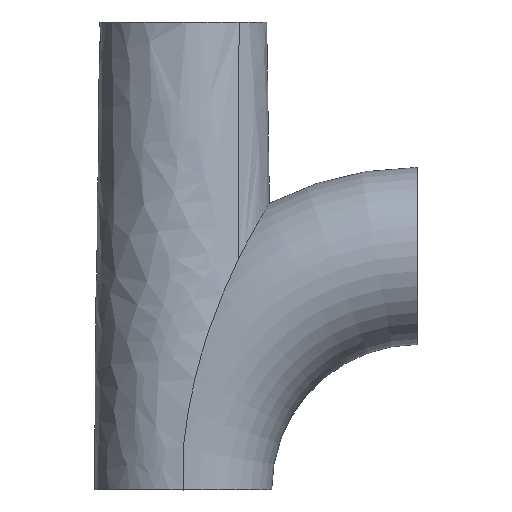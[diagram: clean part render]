
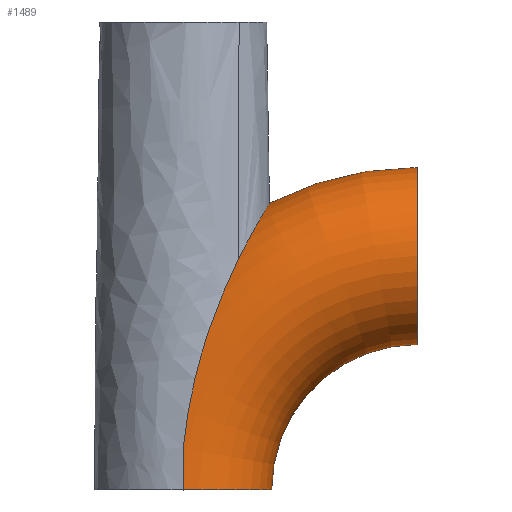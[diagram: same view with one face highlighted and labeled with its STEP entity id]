
A CAD part, top view. The second image highlights one B-rep face of the part: STEP entity #1489.
In plain terms, the highlighted toroidal (fillet/blend) face has major radius 70 mm and minor radius 26.5 mm.
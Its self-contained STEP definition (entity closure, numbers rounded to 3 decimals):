
#7 = CARTESIAN_POINT ( 'NONE',  ( 25.184, 84.758, 5.72 ) ) ;
#17 = DIRECTION ( 'NONE',  ( 0., 0., 1. ) ) ;
#21 = CARTESIAN_POINT ( 'NONE',  ( 23.575, 82.044, 10.659 ) ) ;
#29 = CARTESIAN_POINT ( 'NONE',  ( 22.708, 80.545, 12.442 ) ) ;
#66 = CARTESIAN_POINT ( 'NONE',  ( 13.938, 63.468, 22.073 ) ) ;
#118 = CARTESIAN_POINT ( 'NONE',  ( 0.072, 12.876, 26.477 ) ) ;
#128 = CARTESIAN_POINT ( 'NONE',  ( 25.635, 85.502, 3.083 ) ) ;
#137 = CARTESIAN_POINT ( 'NONE',  ( 16.48, 68.854, 20.153 ) ) ;
#166 = CARTESIAN_POINT ( 'NONE',  ( 0.826, 19.044, 26.444 ) ) ;
#180 = CARTESIAN_POINT ( 'NONE',  ( 8.879, 51.101, 24.701 ) ) ;
#203 = VERTEX_POINT ( 'NONE', #405 ) ;
#205 = CARTESIAN_POINT ( 'NONE',  ( 0.065, 8.584, 26.49 ) ) ;
#212 = CARTESIAN_POINT ( 'NONE',  ( 70., 0., 0. ) ) ;
#250 = VERTEX_POINT ( 'NONE', #1170 ) ;
#269 = CARTESIAN_POINT ( 'NONE',  ( 21.544, 78.495, 14.431 ) ) ;
#292 = AXIS2_PLACEMENT_3D ( 'NONE', #1264, #898, #17 ) ;
#305 = VERTEX_POINT ( 'NONE', #1252 ) ;
#309 = CARTESIAN_POINT ( 'NONE',  ( 18.524, 72.905, 18.237 ) ) ;
#386 = CARTESIAN_POINT ( 'NONE',  ( 25.12, 84.651, 6.004 ) ) ;
#393 = CARTESIAN_POINT ( 'NONE',  ( 26.5, 0., 0. ) ) ;
#400 = EDGE_CURVE ( 'NONE', #305, #425, #1529, .T. ) ;
#405 = CARTESIAN_POINT ( 'NONE',  ( 25.809, 85.787, 0. ) ) ;
#407 = CARTESIAN_POINT ( 'NONE',  ( 14.44, 64.57, 21.733 ) ) ;
#425 = VERTEX_POINT ( 'NONE', #393 ) ;
#440 = CARTESIAN_POINT ( 'NONE',  ( 0.072, 12.876, 26.477 ) ) ;
#443 = CARTESIAN_POINT ( 'NONE',  ( 70., 0., 0. ) ) ;
#448 = CARTESIAN_POINT ( 'NONE',  ( 16.48, 68.854, 20.153 ) ) ;
#460 = EDGE_CURVE ( 'NONE', #203, #250, #1407, .T. ) ;
#470 = ORIENTED_EDGE ( 'NONE', *, *, #506, .T. ) ;
#489 = DIRECTION ( 'NONE',  ( 0., 0., -1. ) ) ;
#504 = CARTESIAN_POINT ( 'NONE',  ( 24.91, 84.301, 6.846 ) ) ;
#506 = EDGE_CURVE ( 'NONE', #580, #305, #857, .T. ) ;
#517 = ORIENTED_EDGE ( 'NONE', *, *, #961, .T. ) ;
#525 = DIRECTION ( 'NONE',  ( 0., 0., 1. ) ) ;
#527 = CARTESIAN_POINT ( 'NONE',  ( 20.564, 76.724, 15.833 ) ) ;
#538 = CARTESIAN_POINT ( 'NONE',  ( 0.205, 14.112, 26.473 ) ) ;
#547 = CARTESIAN_POINT ( 'NONE',  ( 7.277, 46.498, 25.263 ) ) ;
#554 = DIRECTION ( 'NONE',  ( 0., 0., -1. ) ) ;
#555 = CARTESIAN_POINT ( 'NONE',  ( 15.965, 67.804, 20.59 ) ) ;
#564 = CARTESIAN_POINT ( 'NONE',  ( 9.729, 53.382, 24.359 ) ) ;
#580 = VERTEX_POINT ( 'NONE', #118 ) ;
#618 = CARTESIAN_POINT ( 'NONE',  ( 25.787, 85.752, 1.234 ) ) ;
#628 = CARTESIAN_POINT ( 'NONE',  ( 25.467, 85.226, 4.276 ) ) ;
#629 = CARTESIAN_POINT ( 'NONE',  ( 70., 0., 0. ) ) ;
#634 = CARTESIAN_POINT ( 'NONE',  ( 25.809, 85.787, 0. ) ) ;
#637 = VERTEX_POINT ( 'NONE', #137 ) ;
#645 = CARTESIAN_POINT ( 'NONE',  ( 24.528, 83.663, 8.213 ) ) ;
#655 = CARTESIAN_POINT ( 'NONE',  ( 19.039, 73.886, 17.685 ) ) ;
#663 = CARTESIAN_POINT ( 'NONE',  ( 0.658, 17.813, 26.453 ) ) ;
#672 = EDGE_CURVE ( 'NONE', #203, #637, #990, .T. ) ;
#678 = CARTESIAN_POINT ( 'NONE',  ( 6.525, 44.177, 25.485 ) ) ;
#687 = AXIS2_PLACEMENT_3D ( 'NONE', #443, #940, #1425 ) ;
#703 = CARTESIAN_POINT ( 'NONE',  ( 0.072, 0., 26.499 ) ) ;
#709 = CARTESIAN_POINT ( 'NONE',  ( 0.072, 12.876, 26.477 ) ) ;
#767 = CARTESIAN_POINT ( 'NONE',  ( 20.061, 75.8, 16.481 ) ) ;
#785 = CARTESIAN_POINT ( 'NONE',  ( 11.52, 57.903, 23.512 ) ) ;
#808 = EDGE_LOOP ( 'NONE', ( #1575, #1411, #517, #470, #1184, #1089, #1325 ) ) ;
#817 = CARTESIAN_POINT ( 'NONE',  ( 16.988, 69.889, 19.721 ) ) ;
#824 = DIRECTION ( 'NONE',  ( -1., 0., 0. ) ) ;
#843 = AXIS2_PLACEMENT_3D ( 'NONE', #1497, #1014, #525 ) ;
#857 = B_SPLINE_CURVE_WITH_KNOTS ( 'NONE', 3,
 ( #709, #205, #1297, #703 ),
 .UNSPECIFIED., .F., .F.,
 ( 4, 4 ),
 ( 0., 1. ),
 .UNSPECIFIED. ) ;
#888 = CARTESIAN_POINT ( 'NONE',  ( 24.17, 83.06, 9.229 ) ) ;
#898 = DIRECTION ( 'NONE',  ( 1., 0., 0. ) ) ;
#938 = CARTESIAN_POINT ( 'NONE',  ( 1.375, 22.72, 26.407 ) ) ;
#940 = DIRECTION ( 'NONE',  ( 0., 0., -1. ) ) ;
#961 = EDGE_CURVE ( 'NONE', #637, #580, #1535, .T. ) ;
#971 = AXIS2_PLACEMENT_3D ( 'NONE', #629, #489, #1590 ) ;
#990 = B_SPLINE_CURVE_WITH_KNOTS ( 'NONE', 3,
 ( #634, #1101, #618, #1596, #128, #628, #1015, #7, #386, #1006, #504, #645, #888, #21, #1261, #1131, #29, #1378, #269, #527, #767, #655, #309, #1172, #817, #1180 ),
 .UNSPECIFIED., .F., .F.,
 ( 4, 2, 2, 2, 2, 2, 2, 2, 2, 2, 2, 2, 4 ),
 ( 0.11, 0.112, 0.114, 0.116, 0.117, 0.118, 0.121, 0.123, 0.125, 0.129, 0.133, 0.136, 0.14 ),
 .UNSPECIFIED. ) ;
#1002 = CIRCLE ( 'NONE', #292, 26.5 ) ;
#1006 = CARTESIAN_POINT ( 'NONE',  ( 24.983, 84.423, 6.566 ) ) ;
#1014 = DIRECTION ( 'NONE',  ( 0., 1., 0. ) ) ;
#1015 = CARTESIAN_POINT ( 'NONE',  ( 25.365, 85.057, 4.86 ) ) ;
#1051 = CARTESIAN_POINT ( 'NONE',  ( 12.462, 60.143, 23.006 ) ) ;
#1059 = CARTESIAN_POINT ( 'NONE',  ( 1.797, 25.154, 26.371 ) ) ;
#1089 = ORIENTED_EDGE ( 'NONE', *, *, #1361, .T. ) ;
#1101 = CARTESIAN_POINT ( 'NONE',  ( 25.809, 85.787, 0.616 ) ) ;
#1131 = CARTESIAN_POINT ( 'NONE',  ( 22.932, 80.935, 12.013 ) ) ;
#1155 = FACE_OUTER_BOUND ( 'NONE', #808, .T. ) ;
#1165 = CARTESIAN_POINT ( 'NONE',  ( 4.426, 37.156, 26.019 ) ) ;
#1170 = CARTESIAN_POINT ( 'NONE',  ( 70., 96.5, 0. ) ) ;
#1172 = CARTESIAN_POINT ( 'NONE',  ( 17.499, 70.907, 19.255 ) ) ;
#1180 = CARTESIAN_POINT ( 'NONE',  ( 16.48, 68.854, 20.153 ) ) ;
#1184 = ORIENTED_EDGE ( 'NONE', *, *, #400, .T. ) ;
#1252 = CARTESIAN_POINT ( 'NONE',  ( 0.072, 0., 26.499 ) ) ;
#1254 = CIRCLE ( 'NONE', #971, 43.5 ) ;
#1261 = CARTESIAN_POINT ( 'NONE',  ( 23.366, 81.686, 11.12 ) ) ;
#1264 = CARTESIAN_POINT ( 'NONE',  ( 70., 70., 0. ) ) ;
#1275 = CARTESIAN_POINT ( 'NONE',  ( 3.237, 32.399, 26.205 ) ) ;
#1297 = CARTESIAN_POINT ( 'NONE',  ( 0.065, 4.292, 26.496 ) ) ;
#1306 = AXIS2_PLACEMENT_3D ( 'NONE', #212, #554, #824 ) ;
#1312 = EDGE_CURVE ( 'NONE', #250, #1318, #1002, .T. ) ;
#1318 = VERTEX_POINT ( 'NONE', #1486 ) ;
#1325 = ORIENTED_EDGE ( 'NONE', *, *, #1312, .F. ) ;
#1355 = TOROIDAL_SURFACE ( 'NONE', #687, 70., 26.5 ) ;
#1361 = EDGE_CURVE ( 'NONE', #425, #1318, #1254, .T. ) ;
#1378 = CARTESIAN_POINT ( 'NONE',  ( 22.021, 79.343, 13.676 ) ) ;
#1407 = CIRCLE ( 'NONE', #1306, 96.5 ) ;
#1411 = ORIENTED_EDGE ( 'NONE', *, *, #672, .T. ) ;
#1425 = DIRECTION ( 'NONE',  ( -1., 0., 0. ) ) ;
#1486 = CARTESIAN_POINT ( 'NONE',  ( 70., 43.5, 0. ) ) ;
#1489 = ADVANCED_FACE ( 'NONE', ( #1155 ), #1355, .T. ) ;
#1497 = CARTESIAN_POINT ( 'NONE',  ( 0., 0., 0. ) ) ;
#1507 = CARTESIAN_POINT ( 'NONE',  ( 15.453, 66.737, 20.992 ) ) ;
#1529 = CIRCLE ( 'NONE', #843, 26.5 ) ;
#1534 = CARTESIAN_POINT ( 'NONE',  ( 0.347, 15.347, 26.468 ) ) ;
#1535 = B_SPLINE_CURVE_WITH_KNOTS ( 'NONE', 3,
 ( #448, #555, #1507, #407, #66, #1051, #785, #564, #180, #547, #678, #1165, #1275, #1059, #938, #166, #663, #1534, #538, #440 ),
 .UNSPECIFIED., .F., .F.,
 ( 4, 2, 2, 2, 2, 2, 2, 2, 2, 4 ),
 ( 0.14, 0.144, 0.148, 0.155, 0.163, 0.171, 0.186, 0.193, 0.197, 0.201 ),
 .UNSPECIFIED. ) ;
#1575 = ORIENTED_EDGE ( 'NONE', *, *, #460, .F. ) ;
#1590 = DIRECTION ( 'NONE',  ( -1., 0., 0. ) ) ;
#1596 = CARTESIAN_POINT ( 'NONE',  ( 25.7, 85.609, 2.474 ) ) ;
